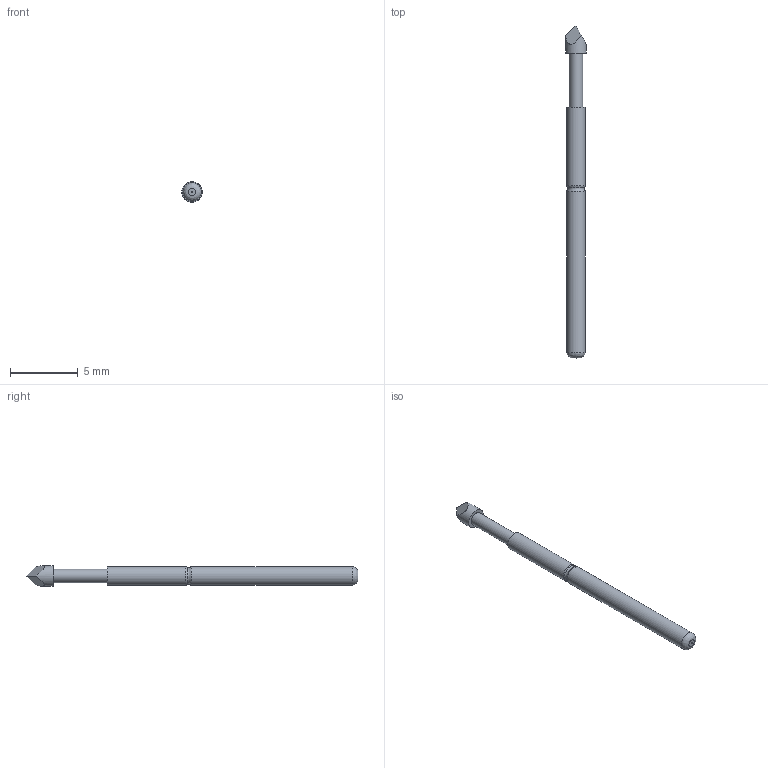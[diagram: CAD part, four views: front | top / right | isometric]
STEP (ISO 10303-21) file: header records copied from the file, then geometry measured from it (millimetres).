
FILE_DESCRIPTION(/* description */ (''),/* implementation_level */ '2;1');
FILE_NAME(/* name */ 'Pogo-Pin P160-T2.step',/* time_stamp */ '2022-11-12T16:36:43-03:00',/* author */ (''),/* organization */ (''),/* preprocessor_version */ 'ST-DEVELOPER v19.2',/* originating_system */ 'Autodesk Translation Framework v11.17.0.187',/* authorisation */ '');
FILE_SCHEMA (('AUTOMOTIVE_DESIGN { 1 0 10303 214 3 1 1 }'));
Length unit declared in the file: millimetre
Products named in the file (3): Pogo-Pin P160-T2; Pin; Case
Assembly tree (2 placements, depth 2):
  Pogo-Pin P160-T2
    Pin
    Case
Bounding box: 1.5 x 24.5 x 1.5 mm (x, y, z)
Volume: 17.2 mm3; surface area: 213.2 mm2
Topology: 3 solids, 3 shells, 36 faces, 66 edges, 41 vertices
Faces by surface type: plane 13, cylinder 12, torus 6, bspline 3, cone 2
Full cylindrical faces by diameter (mm): 0.1 x1, 0.3 x1, 0.5 x1, 0.662 x1, 1 x2, 1.04 x1, 1.16 x1, 1.162 x1, 1.36 x2, 1.5 x1
Entity records: 2295 total; most frequent: CARTESIAN_POINT 1446, DIRECTION 189, ORIENTED_EDGE 132, AXIS2_PLACEMENT_3D 86, EDGE_CURVE 66, CIRCLE 45, EDGE_LOOP 43, VERTEX_POINT 41
